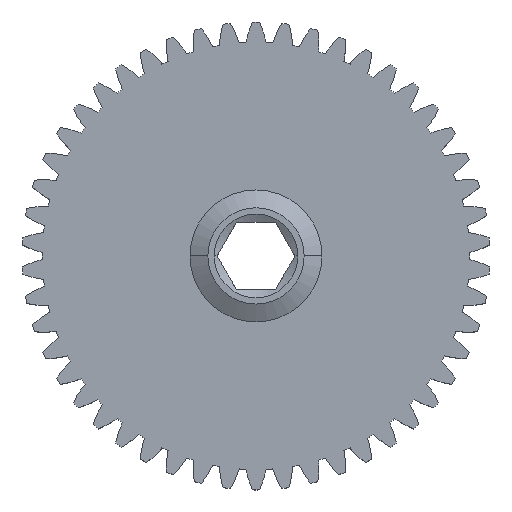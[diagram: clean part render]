
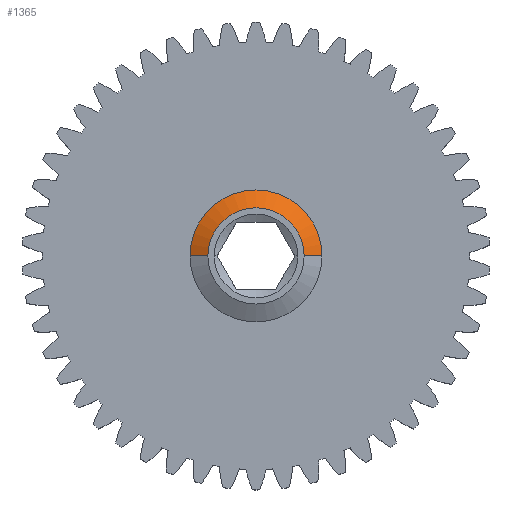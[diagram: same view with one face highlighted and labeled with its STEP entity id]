
A CAD part, top view. The second image highlights one B-rep face of the part: STEP entity #1365.
In plain terms, the highlighted conical face has half-angle 60.945 degrees and reference radius 7.366 mm.
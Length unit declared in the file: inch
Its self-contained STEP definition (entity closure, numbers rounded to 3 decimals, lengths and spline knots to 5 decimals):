
#3 = LINE ( 'NONE', #7578, #2618 ) ;
#53 = CIRCLE ( 'NONE', #3162, 0.2675 ) ;
#61 = CARTESIAN_POINT ( 'NONE',  ( -0.2675, 0., 0.4 ) ) ;
#199 = CIRCLE ( 'NONE', #850, 0.3665 ) ;
#850 = AXIS2_PLACEMENT_3D ( 'NONE', #4857, #1318, #2420 ) ;
#1003 = LINE ( 'NONE', #1534, #1924 ) ;
#1318 = DIRECTION ( 'NONE',  ( 0., 0., 1. ) ) ;
#1365 = ADVANCED_FACE ( 'NONE', ( #1796 ), #4851, .T. ) ;
#1488 = CARTESIAN_POINT ( 'NONE',  ( -0.3665, 0., 0.345 ) ) ;
#1534 = CARTESIAN_POINT ( 'NONE',  ( 0.29, 0., 0.3875 ) ) ;
#1591 = CARTESIAN_POINT ( 'NONE',  ( 0., 0., 0.3875 ) ) ;
#1600 = ORIENTED_EDGE ( 'NONE', *, *, #5009, .T. ) ;
#1796 = FACE_OUTER_BOUND ( 'NONE', #4814, .T. ) ;
#1924 = VECTOR ( 'NONE', #3938, 39.37008 ) ;
#2103 = ORIENTED_EDGE ( 'NONE', *, *, #2136, .T. ) ;
#2136 = EDGE_CURVE ( 'NONE', #3968, #3493, #1003, .T. ) ;
#2420 = DIRECTION ( 'NONE',  ( 1., 0., 0. ) ) ;
#2618 = VECTOR ( 'NONE', #2922, 39.37008 ) ;
#2689 = DIRECTION ( 'NONE',  ( 0., 0., -1. ) ) ;
#2804 = VERTEX_POINT ( 'NONE', #61 ) ;
#2922 = DIRECTION ( 'NONE',  ( -0.874, 0., -0.486 ) ) ;
#3162 = AXIS2_PLACEMENT_3D ( 'NONE', #3770, #2689, #6236 ) ;
#3384 = EDGE_CURVE ( 'NONE', #2804, #7288, #3, .T. ) ;
#3411 = ORIENTED_EDGE ( 'NONE', *, *, #4136, .T. ) ;
#3493 = VERTEX_POINT ( 'NONE', #4145 ) ;
#3770 = CARTESIAN_POINT ( 'NONE',  ( 0., 0., 0.4 ) ) ;
#3938 = DIRECTION ( 'NONE',  ( 0.874, 0., -0.486 ) ) ;
#3968 = VERTEX_POINT ( 'NONE', #5097 ) ;
#4136 = EDGE_CURVE ( 'NONE', #3493, #7288, #199, .T. ) ;
#4145 = CARTESIAN_POINT ( 'NONE',  ( 0.3665, 0., 0.345 ) ) ;
#4814 = EDGE_LOOP ( 'NONE', ( #1600, #2103, #3411, #6249 ) ) ;
#4851 = CONICAL_SURFACE ( 'NONE', #6565, 0.29, 1.064 ) ;
#4857 = CARTESIAN_POINT ( 'NONE',  ( 0., 0., 0.345 ) ) ;
#5009 = EDGE_CURVE ( 'NONE', #2804, #3968, #53, .T. ) ;
#5097 = CARTESIAN_POINT ( 'NONE',  ( 0.2675, 0., 0.4 ) ) ;
#6236 = DIRECTION ( 'NONE',  ( -1., 0., 0. ) ) ;
#6249 = ORIENTED_EDGE ( 'NONE', *, *, #3384, .F. ) ;
#6565 = AXIS2_PLACEMENT_3D ( 'NONE', #1591, #6934, #7502 ) ;
#6934 = DIRECTION ( 'NONE',  ( 0., 0., -1. ) ) ;
#7288 = VERTEX_POINT ( 'NONE', #1488 ) ;
#7502 = DIRECTION ( 'NONE',  ( -1., 0., 0. ) ) ;
#7578 = CARTESIAN_POINT ( 'NONE',  ( -0.29, 0., 0.3875 ) ) ;
